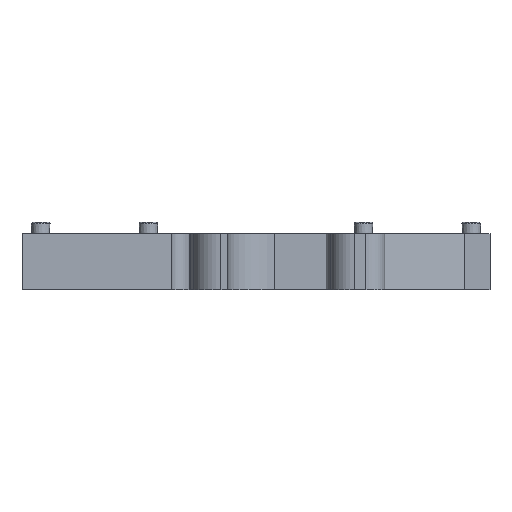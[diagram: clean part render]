
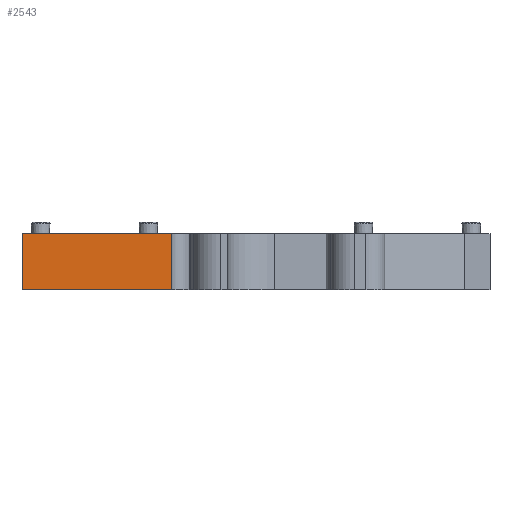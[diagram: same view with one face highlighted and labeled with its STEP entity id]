
A CAD part, front view. The second image highlights one B-rep face of the part: STEP entity #2543.
In plain terms, the highlighted planar face has unit normal (0, -1, 0).
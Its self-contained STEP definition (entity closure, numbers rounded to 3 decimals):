
#103=PLANE('',#2753);
#588=ORIENTED_EDGE('',*,*,#1210,.T.);
#589=ORIENTED_EDGE('',*,*,#1209,.F.);
#590=ORIENTED_EDGE('',*,*,#1211,.F.);
#591=ORIENTED_EDGE('',*,*,#1212,.T.);
#1209=EDGE_CURVE('',#1493,#1492,#1748,.T.);
#1210=EDGE_CURVE('',#1494,#1492,#1749,.T.);
#1211=EDGE_CURVE('',#1495,#1493,#1750,.T.);
#1212=EDGE_CURVE('',#1495,#1494,#1751,.T.);
#1492=VERTEX_POINT('',#4115);
#1493=VERTEX_POINT('',#4117);
#1494=VERTEX_POINT('',#4121);
#1495=VERTEX_POINT('',#4123);
#1748=LINE('',#4118,#2043);
#1749=LINE('',#4120,#2044);
#1750=LINE('',#4122,#2045);
#1751=LINE('',#4124,#2046);
#2043=VECTOR('',#3362,1000.);
#2044=VECTOR('',#3365,1000.);
#2045=VECTOR('',#3366,1000.);
#2046=VECTOR('',#3367,1000.);
#2216=EDGE_LOOP('',(#588,#589,#590,#591));
#2373=FACE_BOUND('',#2216,.T.);
#2543=ADVANCED_FACE('',(#2373),#103,.F.);
#2753=AXIS2_PLACEMENT_3D('',#4119,#3363,#3364);
#3362=DIRECTION('',(0.,0.,-1.));
#3363=DIRECTION('',(0.,1.,0.));
#3364=DIRECTION('',(0.,0.,1.));
#3365=DIRECTION('',(1.,0.,0.));
#3366=DIRECTION('',(1.,0.,0.));
#3367=DIRECTION('',(0.,0.,-1.));
#4115=CARTESIAN_POINT('',(-9.04,-14.53,0.));
#4117=CARTESIAN_POINT('',(-9.04,-14.53,6.));
#4118=CARTESIAN_POINT('',(-9.04,-14.53,6.));
#4119=CARTESIAN_POINT('',(-25.,-14.53,6.));
#4120=CARTESIAN_POINT('',(-25.,-14.53,0.));
#4121=CARTESIAN_POINT('',(-25.,-14.53,0.));
#4122=CARTESIAN_POINT('',(-25.,-14.53,6.));
#4123=CARTESIAN_POINT('',(-25.,-14.53,6.));
#4124=CARTESIAN_POINT('',(-25.,-14.53,6.));
